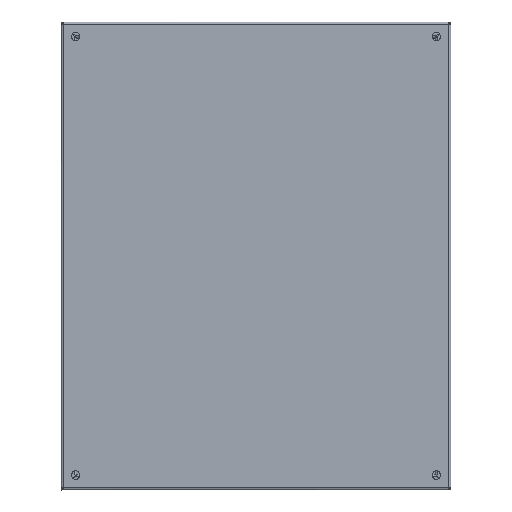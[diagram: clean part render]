
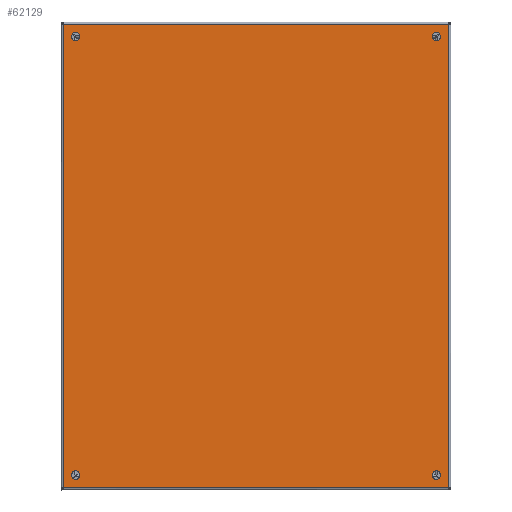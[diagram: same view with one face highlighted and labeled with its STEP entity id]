
A CAD part, top view. The second image highlights one B-rep face of the part: STEP entity #62129.
In plain terms, the highlighted planar face has unit normal (0, 0, 1).
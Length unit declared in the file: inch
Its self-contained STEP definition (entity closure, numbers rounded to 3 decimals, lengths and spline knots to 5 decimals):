
#74 = DIRECTION ( 'NONE',  ( 0., 0., -1. ) ) ;
#1921 = LINE ( 'NONE', #33547, #54388 ) ;
#2539 = EDGE_LOOP ( 'NONE', ( #71246 ) ) ;
#2635 = CARTESIAN_POINT ( 'NONE',  ( 19.76975, -0.00777, 6.9175 ) ) ;
#2974 = VERTEX_POINT ( 'NONE', #6594 ) ;
#3794 = VECTOR ( 'NONE', #63702, 39.37008 ) ;
#4061 = ORIENTED_EDGE ( 'NONE', *, *, #9252, .T. ) ;
#4098 = CARTESIAN_POINT ( 'NONE',  ( 19.75777, -0.01975, 6.9175 ) ) ;
#5679 = VECTOR ( 'NONE', #11861, 39.37008 ) ;
#6103 = DIRECTION ( 'NONE',  ( 0., 0., -1. ) ) ;
#6161 = AXIS2_PLACEMENT_3D ( 'NONE', #70416, #46082, #7325 ) ;
#6594 = CARTESIAN_POINT ( 'NONE',  ( -0.01975, 23.75777, 6.9175 ) ) ;
#6774 = DIRECTION ( 'NONE',  ( 1., 0., 0. ) ) ;
#7325 = DIRECTION ( 'NONE',  ( -1., 0., 0. ) ) ;
#8433 = DIRECTION ( 'NONE',  ( 1., 0., 0. ) ) ;
#8931 = CARTESIAN_POINT ( 'NONE',  ( 18.90625, 23.125, 6.9175 ) ) ;
#9252 = EDGE_CURVE ( 'NONE', #65305, #65305, #48426, .T. ) ;
#10683 = EDGE_CURVE ( 'NONE', #11889, #11889, #25111, .T. ) ;
#10925 = EDGE_CURVE ( 'NONE', #32122, #2974, #56866, .T. ) ;
#11598 = ORIENTED_EDGE ( 'NONE', *, *, #56086, .F. ) ;
#11861 = DIRECTION ( 'NONE',  ( 0., -1., 0. ) ) ;
#11889 = VERTEX_POINT ( 'NONE', #22665 ) ;
#12598 = CARTESIAN_POINT ( 'NONE',  ( 19.76975, 23.75777, 6.9175 ) ) ;
#12765 = VERTEX_POINT ( 'NONE', #58142 ) ;
#16910 = AXIS2_PLACEMENT_3D ( 'NONE', #60479, #66808, #79603 ) ;
#17207 = DIRECTION ( 'NONE',  ( 0., 0., -1. ) ) ;
#18098 = CARTESIAN_POINT ( 'NONE',  ( 0.625, 23.125, 6.9175 ) ) ;
#18169 = VERTEX_POINT ( 'NONE', #12598 ) ;
#22627 = CARTESIAN_POINT ( 'NONE',  ( -0.01975, -0.00777, 6.9175 ) ) ;
#22665 = CARTESIAN_POINT ( 'NONE',  ( 18.90625, 0.625, 6.9175 ) ) ;
#23188 = CIRCLE ( 'NONE', #46973, 0.21875 ) ;
#23338 = VERTEX_POINT ( 'NONE', #2635 ) ;
#23526 = CARTESIAN_POINT ( 'NONE',  ( -0.06289, 23.81289, 6.9175 ) ) ;
#24433 = EDGE_CURVE ( 'NONE', #78257, #23338, #40303, .T. ) ;
#24783 = CARTESIAN_POINT ( 'NONE',  ( 0.40625, 0.625, 6.9175 ) ) ;
#25111 = CIRCLE ( 'NONE', #6161, 0.21875 ) ;
#25598 = AXIS2_PLACEMENT_3D ( 'NONE', #64696, #45887, #26694 ) ;
#26694 = DIRECTION ( 'NONE',  ( -1., 0., 0. ) ) ;
#26809 = DIRECTION ( 'NONE',  ( -1., 0., 0. ) ) ;
#28241 = EDGE_LOOP ( 'NONE', ( #45275 ) ) ;
#30719 = DIRECTION ( 'NONE',  ( 0., 0., -1. ) ) ;
#31065 = EDGE_CURVE ( 'NONE', #62246, #62246, #59040, .T. ) ;
#31431 = EDGE_CURVE ( 'NONE', #12765, #12765, #23188, .T. ) ;
#32122 = VERTEX_POINT ( 'NONE', #42722 ) ;
#32559 = AXIS2_PLACEMENT_3D ( 'NONE', #82036, #6103, #50435 ) ;
#33547 = CARTESIAN_POINT ( 'NONE',  ( 9.875, 23.76975, 6.9175 ) ) ;
#34932 = PLANE ( 'NONE',  #16910 ) ;
#36332 = EDGE_CURVE ( 'NONE', #62715, #2974, #49385, .T. ) ;
#37298 = EDGE_CURVE ( 'NONE', #18169, #45625, #66742, .T. ) ;
#37593 = CIRCLE ( 'NONE', #49986, 0.07 ) ;
#38758 = CARTESIAN_POINT ( 'NONE',  ( -0.01975, 11.875, 6.9175 ) ) ;
#39824 = EDGE_LOOP ( 'NONE', ( #61225 ) ) ;
#40303 = CIRCLE ( 'NONE', #74950, 0.07 ) ;
#41755 = VECTOR ( 'NONE', #26809, 39.37008 ) ;
#42722 = CARTESIAN_POINT ( 'NONE',  ( -0.00777, 23.76975, 6.9175 ) ) ;
#42774 = LINE ( 'NONE', #45193, #41755 ) ;
#43876 = AXIS2_PLACEMENT_3D ( 'NONE', #23526, #17207, #48001 ) ;
#44619 = CARTESIAN_POINT ( 'NONE',  ( 19.75777, 23.76975, 6.9175 ) ) ;
#45193 = CARTESIAN_POINT ( 'NONE',  ( 9.875, -0.01975, 6.9175 ) ) ;
#45275 = ORIENTED_EDGE ( 'NONE', *, *, #31431, .T. ) ;
#45625 = VERTEX_POINT ( 'NONE', #44619 ) ;
#45887 = DIRECTION ( 'NONE',  ( 0., 0., -1. ) ) ;
#46082 = DIRECTION ( 'NONE',  ( 0., 0., -1. ) ) ;
#46973 = AXIS2_PLACEMENT_3D ( 'NONE', #18098, #61916, #74916 ) ;
#48001 = DIRECTION ( 'NONE',  ( 1., 0., 0. ) ) ;
#48188 = EDGE_LOOP ( 'NONE', ( #55769, #11598, #60000, #51624, #76961, #78660, #55031, #72086 ) ) ;
#48426 = CIRCLE ( 'NONE', #32559, 0.21875 ) ;
#48704 = FACE_BOUND ( 'NONE', #2539, .T. ) ;
#49385 = LINE ( 'NONE', #38758, #3794 ) ;
#49986 = AXIS2_PLACEMENT_3D ( 'NONE', #63165, #30719, #75612 ) ;
#50219 = CARTESIAN_POINT ( 'NONE',  ( 19.81289, -0.06289, 6.9175 ) ) ;
#50337 = CARTESIAN_POINT ( 'NONE',  ( 19.76975, 11.875, 6.9175 ) ) ;
#50435 = DIRECTION ( 'NONE',  ( -1., 0., 0. ) ) ;
#50441 = CARTESIAN_POINT ( 'NONE',  ( -0.00777, -0.01975, 6.9175 ) ) ;
#51624 = ORIENTED_EDGE ( 'NONE', *, *, #71789, .F. ) ;
#51815 = EDGE_CURVE ( 'NONE', #62715, #57056, #37593, .T. ) ;
#54388 = VECTOR ( 'NONE', #8433, 39.37008 ) ;
#55031 = ORIENTED_EDGE ( 'NONE', *, *, #51815, .T. ) ;
#55769 = ORIENTED_EDGE ( 'NONE', *, *, #24433, .T. ) ;
#56086 = EDGE_CURVE ( 'NONE', #18169, #23338, #69034, .T. ) ;
#56866 = CIRCLE ( 'NONE', #43876, 0.07 ) ;
#57056 = VERTEX_POINT ( 'NONE', #50441 ) ;
#58142 = CARTESIAN_POINT ( 'NONE',  ( 0.40625, 23.125, 6.9175 ) ) ;
#59040 = CIRCLE ( 'NONE', #25598, 0.21875 ) ;
#60000 = ORIENTED_EDGE ( 'NONE', *, *, #37298, .T. ) ;
#60479 = CARTESIAN_POINT ( 'NONE',  ( 9.875, 11.875, 6.9175 ) ) ;
#61225 = ORIENTED_EDGE ( 'NONE', *, *, #10683, .T. ) ;
#61916 = DIRECTION ( 'NONE',  ( 0., 0., -1. ) ) ;
#61953 = EDGE_LOOP ( 'NONE', ( #4061 ) ) ;
#62129 = ADVANCED_FACE ( 'NONE', ( #65493, #78438, #48704, #80455, #75440 ), #34932, .F. ) ;
#62246 = VERTEX_POINT ( 'NONE', #24783 ) ;
#62715 = VERTEX_POINT ( 'NONE', #22627 ) ;
#63165 = CARTESIAN_POINT ( 'NONE',  ( -0.06289, -0.06289, 6.9175 ) ) ;
#63510 = CARTESIAN_POINT ( 'NONE',  ( 19.81289, 23.81289, 6.9175 ) ) ;
#63702 = DIRECTION ( 'NONE',  ( 0., 1., 0. ) ) ;
#64696 = CARTESIAN_POINT ( 'NONE',  ( 0.625, 0.625, 6.9175 ) ) ;
#65305 = VERTEX_POINT ( 'NONE', #8931 ) ;
#65493 = FACE_BOUND ( 'NONE', #28241, .T. ) ;
#66742 = CIRCLE ( 'NONE', #75545, 0.07 ) ;
#66808 = DIRECTION ( 'NONE',  ( 0., 0., -1. ) ) ;
#69034 = LINE ( 'NONE', #50337, #5679 ) ;
#69869 = DIRECTION ( 'NONE',  ( 0., 0., -1. ) ) ;
#70416 = CARTESIAN_POINT ( 'NONE',  ( 19.125, 0.625, 6.9175 ) ) ;
#71246 = ORIENTED_EDGE ( 'NONE', *, *, #31065, .T. ) ;
#71789 = EDGE_CURVE ( 'NONE', #32122, #45625, #1921, .T. ) ;
#72086 = ORIENTED_EDGE ( 'NONE', *, *, #77533, .F. ) ;
#74916 = DIRECTION ( 'NONE',  ( -1., 0., 0. ) ) ;
#74950 = AXIS2_PLACEMENT_3D ( 'NONE', #50219, #74, #81828 ) ;
#75440 = FACE_OUTER_BOUND ( 'NONE', #48188, .T. ) ;
#75545 = AXIS2_PLACEMENT_3D ( 'NONE', #63510, #69869, #6774 ) ;
#75612 = DIRECTION ( 'NONE',  ( 1., 0., 0. ) ) ;
#76961 = ORIENTED_EDGE ( 'NONE', *, *, #10925, .T. ) ;
#77533 = EDGE_CURVE ( 'NONE', #78257, #57056, #42774, .T. ) ;
#78257 = VERTEX_POINT ( 'NONE', #4098 ) ;
#78438 = FACE_BOUND ( 'NONE', #61953, .T. ) ;
#78660 = ORIENTED_EDGE ( 'NONE', *, *, #36332, .F. ) ;
#79603 = DIRECTION ( 'NONE',  ( -1., 0., 0. ) ) ;
#80455 = FACE_BOUND ( 'NONE', #39824, .T. ) ;
#81828 = DIRECTION ( 'NONE',  ( 1., 0., 0. ) ) ;
#82036 = CARTESIAN_POINT ( 'NONE',  ( 19.125, 23.125, 6.9175 ) ) ;
